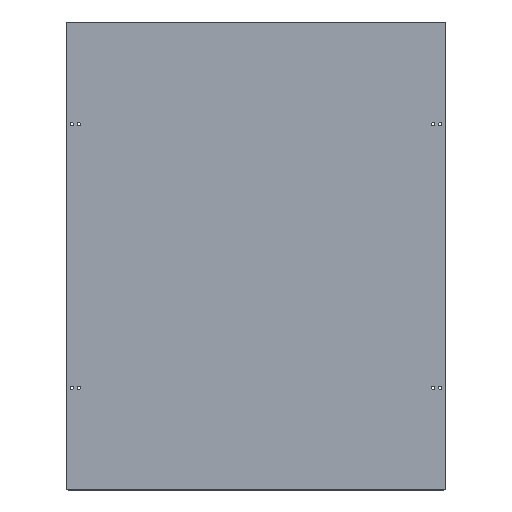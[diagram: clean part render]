
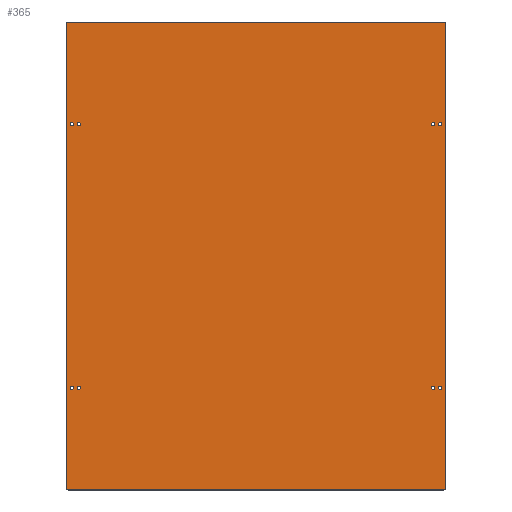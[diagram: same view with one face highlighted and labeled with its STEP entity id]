
A CAD part, top view. The second image highlights one B-rep face of the part: STEP entity #365.
In plain terms, the highlighted planar face has unit normal (0, 0, 1).
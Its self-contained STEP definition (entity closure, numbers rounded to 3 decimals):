
#15=FACE_BOUND('',#72,.T.);
#16=FACE_BOUND('',#73,.T.);
#17=FACE_BOUND('',#74,.T.);
#18=FACE_BOUND('',#75,.T.);
#19=FACE_BOUND('',#76,.T.);
#20=FACE_BOUND('',#77,.T.);
#21=FACE_BOUND('',#78,.T.);
#22=FACE_BOUND('',#79,.T.);
#35=PLANE('',#421);
#53=FACE_OUTER_BOUND('',#71,.T.);
#71=EDGE_LOOP('',(#305,#306,#307,#308,#309,#310,#311,#312));
#72=EDGE_LOOP('',(#313));
#73=EDGE_LOOP('',(#314));
#74=EDGE_LOOP('',(#315));
#75=EDGE_LOOP('',(#316));
#76=EDGE_LOOP('',(#317));
#77=EDGE_LOOP('',(#318));
#78=EDGE_LOOP('',(#319));
#79=EDGE_LOOP('',(#320));
#99=LINE('',#589,#123);
#103=LINE('',#601,#127);
#107=LINE('',#613,#131);
#111=LINE('',#625,#135);
#123=VECTOR('',#485,10.);
#127=VECTOR('',#497,10.);
#131=VECTOR('',#509,10.);
#135=VECTOR('',#521,10.);
#138=CIRCLE('',#383,1.75);
#140=CIRCLE('',#386,1.75);
#142=CIRCLE('',#389,1.75);
#144=CIRCLE('',#392,1.75);
#146=CIRCLE('',#395,1.75);
#148=CIRCLE('',#398,1.75);
#150=CIRCLE('',#401,1.75);
#152=CIRCLE('',#404,1.75);
#154=CIRCLE('',#408,2.);
#156=CIRCLE('',#412,2.);
#158=CIRCLE('',#416,2.);
#160=CIRCLE('',#420,2.);
#162=VERTEX_POINT('',#537);
#164=VERTEX_POINT('',#543);
#166=VERTEX_POINT('',#549);
#168=VERTEX_POINT('',#555);
#170=VERTEX_POINT('',#561);
#172=VERTEX_POINT('',#567);
#174=VERTEX_POINT('',#573);
#176=VERTEX_POINT('',#579);
#179=VERTEX_POINT('',#586);
#180=VERTEX_POINT('',#588);
#182=VERTEX_POINT('',#594);
#184=VERTEX_POINT('',#600);
#186=VERTEX_POINT('',#606);
#188=VERTEX_POINT('',#612);
#190=VERTEX_POINT('',#618);
#192=VERTEX_POINT('',#624);
#195=EDGE_CURVE('',#162,#162,#138,.T.);
#198=EDGE_CURVE('',#164,#164,#140,.T.);
#201=EDGE_CURVE('',#166,#166,#142,.T.);
#204=EDGE_CURVE('',#168,#168,#144,.T.);
#207=EDGE_CURVE('',#170,#170,#146,.T.);
#210=EDGE_CURVE('',#172,#172,#148,.T.);
#213=EDGE_CURVE('',#174,#174,#150,.T.);
#216=EDGE_CURVE('',#176,#176,#152,.T.);
#219=EDGE_CURVE('',#180,#179,#99,.T.);
#222=EDGE_CURVE('',#182,#180,#154,.T.);
#225=EDGE_CURVE('',#184,#182,#103,.T.);
#228=EDGE_CURVE('',#186,#184,#156,.T.);
#231=EDGE_CURVE('',#188,#186,#107,.T.);
#234=EDGE_CURVE('',#190,#188,#158,.T.);
#237=EDGE_CURVE('',#192,#190,#111,.T.);
#240=EDGE_CURVE('',#179,#192,#160,.T.);
#305=ORIENTED_EDGE('',*,*,#240,.T.);
#306=ORIENTED_EDGE('',*,*,#237,.T.);
#307=ORIENTED_EDGE('',*,*,#234,.T.);
#308=ORIENTED_EDGE('',*,*,#231,.T.);
#309=ORIENTED_EDGE('',*,*,#228,.T.);
#310=ORIENTED_EDGE('',*,*,#225,.T.);
#311=ORIENTED_EDGE('',*,*,#222,.T.);
#312=ORIENTED_EDGE('',*,*,#219,.T.);
#313=ORIENTED_EDGE('',*,*,#195,.T.);
#314=ORIENTED_EDGE('',*,*,#198,.T.);
#315=ORIENTED_EDGE('',*,*,#201,.T.);
#316=ORIENTED_EDGE('',*,*,#204,.T.);
#317=ORIENTED_EDGE('',*,*,#207,.T.);
#318=ORIENTED_EDGE('',*,*,#210,.T.);
#319=ORIENTED_EDGE('',*,*,#213,.T.);
#320=ORIENTED_EDGE('',*,*,#216,.T.);
#365=ADVANCED_FACE('',(#53,#15,#16,#17,#18,#19,#20,#21,#22),#35,.T.);
#383=AXIS2_PLACEMENT_3D('',#539,#430,#431);
#386=AXIS2_PLACEMENT_3D('',#545,#437,#438);
#389=AXIS2_PLACEMENT_3D('',#551,#444,#445);
#392=AXIS2_PLACEMENT_3D('',#557,#451,#452);
#395=AXIS2_PLACEMENT_3D('',#563,#458,#459);
#398=AXIS2_PLACEMENT_3D('',#569,#465,#466);
#401=AXIS2_PLACEMENT_3D('',#575,#472,#473);
#404=AXIS2_PLACEMENT_3D('',#581,#479,#480);
#408=AXIS2_PLACEMENT_3D('',#595,#491,#492);
#412=AXIS2_PLACEMENT_3D('',#607,#503,#504);
#416=AXIS2_PLACEMENT_3D('',#619,#515,#516);
#420=AXIS2_PLACEMENT_3D('',#629,#527,#528);
#421=AXIS2_PLACEMENT_3D('',#630,#529,#530);
#430=DIRECTION('center_axis',(0.,0.,-1.));
#431=DIRECTION('ref_axis',(1.,0.,0.));
#437=DIRECTION('center_axis',(0.,0.,-1.));
#438=DIRECTION('ref_axis',(1.,0.,0.));
#444=DIRECTION('center_axis',(0.,0.,-1.));
#445=DIRECTION('ref_axis',(1.,0.,0.));
#451=DIRECTION('center_axis',(0.,0.,-1.));
#452=DIRECTION('ref_axis',(1.,0.,0.));
#458=DIRECTION('center_axis',(0.,0.,-1.));
#459=DIRECTION('ref_axis',(1.,0.,0.));
#465=DIRECTION('center_axis',(0.,0.,-1.));
#466=DIRECTION('ref_axis',(1.,0.,0.));
#472=DIRECTION('center_axis',(0.,0.,-1.));
#473=DIRECTION('ref_axis',(1.,0.,0.));
#479=DIRECTION('center_axis',(0.,0.,-1.));
#480=DIRECTION('ref_axis',(1.,0.,0.));
#485=DIRECTION('',(-1.,0.,0.));
#491=DIRECTION('center_axis',(0.,0.,1.));
#492=DIRECTION('ref_axis',(0.,1.,0.));
#497=DIRECTION('',(0.,1.,0.));
#503=DIRECTION('center_axis',(0.,0.,1.));
#504=DIRECTION('ref_axis',(1.,0.,0.));
#509=DIRECTION('',(1.,0.,0.));
#515=DIRECTION('center_axis',(0.,0.,1.));
#516=DIRECTION('ref_axis',(0.,-1.,0.));
#521=DIRECTION('',(0.,-1.,0.));
#527=DIRECTION('center_axis',(0.,0.,1.));
#528=DIRECTION('ref_axis',(-1.,0.,0.));
#529=DIRECTION('center_axis',(0.,0.,1.));
#530=DIRECTION('ref_axis',(1.,0.,0.));
#537=CARTESIAN_POINT('',(-192.5,-142.,5.));
#539=CARTESIAN_POINT('Origin',(-190.75,-142.,5.));
#543=CARTESIAN_POINT('',(189.,142.,5.));
#545=CARTESIAN_POINT('Origin',(190.75,142.,5.));
#549=CARTESIAN_POINT('',(189.,-142.,5.));
#551=CARTESIAN_POINT('Origin',(190.75,-142.,5.));
#555=CARTESIAN_POINT('',(-192.5,142.,5.));
#557=CARTESIAN_POINT('Origin',(-190.75,142.,5.));
#561=CARTESIAN_POINT('',(-200.,-142.,5.));
#563=CARTESIAN_POINT('Origin',(-198.25,-142.,5.));
#567=CARTESIAN_POINT('',(196.5,142.,5.));
#569=CARTESIAN_POINT('Origin',(198.25,142.,5.));
#573=CARTESIAN_POINT('',(196.5,-142.,5.));
#575=CARTESIAN_POINT('Origin',(198.25,-142.,5.));
#579=CARTESIAN_POINT('',(-200.,142.,5.));
#581=CARTESIAN_POINT('Origin',(-198.25,142.,5.));
#586=CARTESIAN_POINT('',(-202.,252.,5.));
#588=CARTESIAN_POINT('',(202.,252.,5.));
#589=CARTESIAN_POINT('',(-202.,252.,5.));
#594=CARTESIAN_POINT('',(204.,250.,5.));
#595=CARTESIAN_POINT('Origin',(202.,250.,5.));
#600=CARTESIAN_POINT('',(204.,-250.,5.));
#601=CARTESIAN_POINT('',(204.,250.,5.));
#606=CARTESIAN_POINT('',(202.,-252.,5.));
#607=CARTESIAN_POINT('Origin',(202.,-250.,5.));
#612=CARTESIAN_POINT('',(-202.,-252.,5.));
#613=CARTESIAN_POINT('',(202.,-252.,5.));
#618=CARTESIAN_POINT('',(-204.,-250.,5.));
#619=CARTESIAN_POINT('Origin',(-202.,-250.,5.));
#624=CARTESIAN_POINT('',(-204.,250.,5.));
#625=CARTESIAN_POINT('',(-204.,-250.,5.));
#629=CARTESIAN_POINT('Origin',(-202.,250.,5.));
#630=CARTESIAN_POINT('Origin',(0.,0.,
5.));
